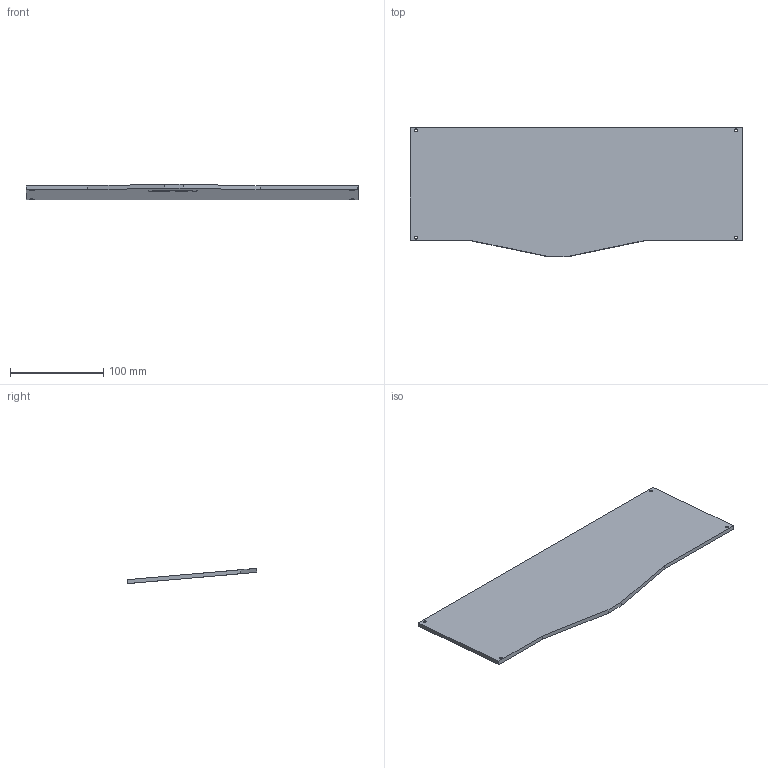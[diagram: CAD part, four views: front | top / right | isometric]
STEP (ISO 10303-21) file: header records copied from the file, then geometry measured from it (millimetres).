
FILE_DESCRIPTION(/* description */ (''),/* implementation_level */ '2;1');
FILE_NAME(/* name */ 'Base.step',/* time_stamp */ '2020-09-23T16:49:31-04:00',/* author */ (''),/* organization */ (''),/* preprocessor_version */ 'ST-DEVELOPER v18.1',/* originating_system */ 'Autodesk Translation Framework v9.3.0.1241',/* authorisation */ '');
FILE_SCHEMA (('AUTOMOTIVE_DESIGN { 1 0 10303 214 3 1 1 }'));
Length unit declared in the file: millimetre
Products named in the file (1): case
Bounding box: 355.6 x 138.97 x 16.34 mm (x, y, z)
Volume: 190591.5 mm3; surface area: 94602.6 mm2
Topology: 1 solids, 1 shells, 95 faces, 234 edges, 146 vertices
Faces by surface type: cylinder 38, plane 30, torus 15, bspline 8, cone 4
Full cylindrical faces by diameter (mm): 6.1 x4
Entity records: 3103 total; most frequent: CARTESIAN_POINT 784, DIRECTION 493, ORIENTED_EDGE 468, EDGE_CURVE 234, AXIS2_PLACEMENT_3D 191, VERTEX_POINT 146, LINE 111, VECTOR 111
